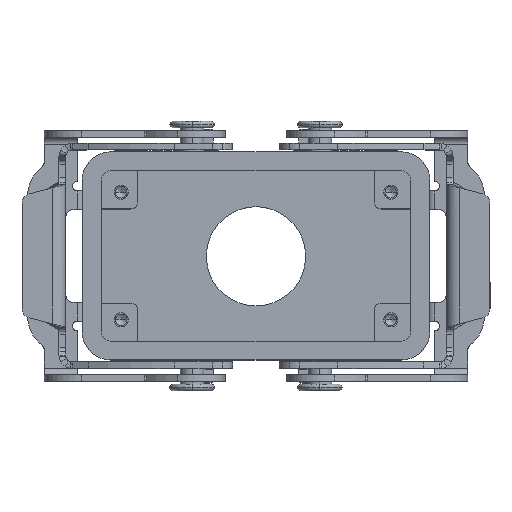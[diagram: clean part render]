
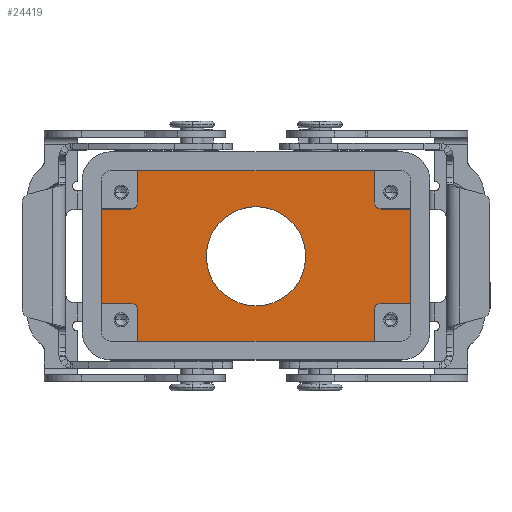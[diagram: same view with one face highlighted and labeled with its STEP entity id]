
A CAD part, top view. The second image highlights one B-rep face of the part: STEP entity #24419.
In plain terms, the highlighted planar face has unit normal (0, 0, 1).
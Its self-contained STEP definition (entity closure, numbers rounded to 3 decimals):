
#13209=CARTESIAN_POINT('',(-24.0,0.,-38.5));
#13210=VERTEX_POINT('',#13209);
#13226=CARTESIAN_POINT('',(-3.,0.,-38.5));
#13227=VERTEX_POINT('',#13226);
#13234=CARTESIAN_POINT('',(-13.5,0.0,-38.5));
#13235=DIRECTION('',(0.0,0.0,-1.0));
#13236=DIRECTION('',(-1.0,0.0,0.0));
#13237=AXIS2_PLACEMENT_3D('',#13234,#13235,#13236);
#13238=CIRCLE('',#13237,10.5);
#13239=EDGE_CURVE('',#13210,#13227,#13238,.T.);
#22594=CARTESIAN_POINT('',(-38.5,-18.75,-38.5));
#22595=VERTEX_POINT('',#22594);
#22604=CARTESIAN_POINT('',(-38.5,-11.5,-38.5));
#22605=VERTEX_POINT('',#22604);
#22606=CARTESIAN_POINT('',(-38.5,-11.5,-38.5));
#22607=DIRECTION('',(0.0,-1.0,0.0));
#22608=VECTOR('',#22607,7.25);
#22609=LINE('',#22606,#22608);
#22610=EDGE_CURVE('',#22605,#22595,#22609,.T.);
#22634=CARTESIAN_POINT('',(-40.,-10.0,-38.5));
#22635=VERTEX_POINT('',#22634);
#22636=CARTESIAN_POINT('',(-40.,-11.5,-38.5));
#22637=DIRECTION('',(0.0,0.0,-1.0));
#22638=DIRECTION('',(-1.0,0.0,0.0));
#22639=AXIS2_PLACEMENT_3D('',#22636,#22637,#22638);
#22640=CIRCLE('',#22639,1.5);
#22641=EDGE_CURVE('',#22635,#22605,#22640,.T.);
#22667=CARTESIAN_POINT('',(-47.,-10.0,-38.5));
#22668=VERTEX_POINT('',#22667);
#22669=CARTESIAN_POINT('',(-47.,-10.0,-38.5));
#22670=DIRECTION('',(1.0,0.0,0.0));
#22671=VECTOR('',#22670,7.);
#22672=LINE('',#22669,#22671);
#22673=EDGE_CURVE('',#22668,#22635,#22672,.T.);
#22738=CARTESIAN_POINT('',(-38.5,18.75,-38.5));
#22739=VERTEX_POINT('',#22738);
#22754=CARTESIAN_POINT('',(-38.5,11.5,-38.5));
#22755=VERTEX_POINT('',#22754);
#22762=CARTESIAN_POINT('',(-38.5,18.75,-38.5));
#22763=DIRECTION('',(0.0,-1.0,0.0));
#22764=VECTOR('',#22763,7.25);
#22765=LINE('',#22762,#22764);
#22766=EDGE_CURVE('',#22739,#22755,#22765,.T.);
#22829=CARTESIAN_POINT('',(-40.,10.0,-38.5));
#22830=VERTEX_POINT('',#22829);
#22831=CARTESIAN_POINT('',(-40.,11.5,-38.5));
#22832=DIRECTION('',(0.0,0.0,-1.0));
#22833=DIRECTION('',(0.0,-1.0,0.0));
#22834=AXIS2_PLACEMENT_3D('',#22831,#22832,#22833);
#22835=CIRCLE('',#22834,1.5);
#22836=EDGE_CURVE('',#22755,#22830,#22835,.T.);
#22854=CARTESIAN_POINT('',(-47.,10.0,-38.5));
#22855=VERTEX_POINT('',#22854);
#22856=CARTESIAN_POINT('',(-40.,10.0,-38.5));
#22857=DIRECTION('',(-1.0,0.0,0.0));
#22858=VECTOR('',#22857,7.);
#22859=LINE('',#22856,#22858);
#22860=EDGE_CURVE('',#22830,#22855,#22859,.T.);
#22880=CARTESIAN_POINT('',(11.5,-18.75,-38.5));
#22881=VERTEX_POINT('',#22880);
#22896=CARTESIAN_POINT('',(11.5,-11.5,-38.5));
#22897=VERTEX_POINT('',#22896);
#22904=CARTESIAN_POINT('',(11.5,-18.75,-38.5));
#22905=DIRECTION('',(0.0,1.0,0.0));
#22906=VECTOR('',#22905,7.25);
#22907=LINE('',#22904,#22906);
#22908=EDGE_CURVE('',#22881,#22897,#22907,.T.);
#22971=CARTESIAN_POINT('',(13.,-10.,-38.5));
#22972=VERTEX_POINT('',#22971);
#22973=CARTESIAN_POINT('',(13.,-11.5,-38.5));
#22974=DIRECTION('',(0.0,0.0,-1.0));
#22975=DIRECTION('',(0.0,1.0,0.0));
#22976=AXIS2_PLACEMENT_3D('',#22973,#22974,#22975);
#22977=CIRCLE('',#22976,1.5);
#22978=EDGE_CURVE('',#22897,#22972,#22977,.T.);
#22996=CARTESIAN_POINT('',(20.,-10.,-38.5));
#22997=VERTEX_POINT('',#22996);
#22998=CARTESIAN_POINT('',(13.,-10.,-38.5));
#22999=DIRECTION('',(1.0,0.0,0.0));
#23000=VECTOR('',#22999,7.);
#23001=LINE('',#22998,#23000);
#23002=EDGE_CURVE('',#22972,#22997,#23001,.T.);
#23020=CARTESIAN_POINT('',(11.5,18.75,-38.5));
#23021=VERTEX_POINT('',#23020);
#23030=CARTESIAN_POINT('',(11.5,11.5,-38.5));
#23031=VERTEX_POINT('',#23030);
#23032=CARTESIAN_POINT('',(11.5,11.5,-38.5));
#23033=DIRECTION('',(0.0,1.0,0.0));
#23034=VECTOR('',#23033,7.25);
#23035=LINE('',#23032,#23034);
#23036=EDGE_CURVE('',#23031,#23021,#23035,.T.);
#23060=CARTESIAN_POINT('',(13.0,10.0,-38.5));
#23061=VERTEX_POINT('',#23060);
#23062=CARTESIAN_POINT('',(13.,11.5,-38.5));
#23063=DIRECTION('',(0.0,0.0,-1.0));
#23064=DIRECTION('',(1.0,0.0,0.0));
#23065=AXIS2_PLACEMENT_3D('',#23062,#23063,#23064);
#23066=CIRCLE('',#23065,1.5);
#23067=EDGE_CURVE('',#23061,#23031,#23066,.T.);
#23093=CARTESIAN_POINT('',(20.,10.0,-38.5));
#23094=VERTEX_POINT('',#23093);
#23095=CARTESIAN_POINT('',(20.,10.0,-38.5));
#23096=DIRECTION('',(-1.0,0.0,0.0));
#23097=VECTOR('',#23096,7.);
#23098=LINE('',#23095,#23097);
#23099=EDGE_CURVE('',#23094,#23061,#23098,.T.);
#23268=CARTESIAN_POINT('',(-47.,10.0,-38.5));
#23269=DIRECTION('',(0.0,-1.0,0.0));
#23270=VECTOR('',#23269,20.0);
#23271=LINE('',#23268,#23270);
#23272=EDGE_CURVE('',#22855,#22668,#23271,.T.);
#23350=CARTESIAN_POINT('',(-38.5,-18.75,-38.5));
#23351=DIRECTION('',(1.0,0.0,0.0));
#23352=VECTOR('',#23351,50.);
#23353=LINE('',#23350,#23352);
#23354=EDGE_CURVE('',#22595,#22881,#23353,.T.);
#23549=CARTESIAN_POINT('',(-13.5,0.0,-38.5));
#23550=DIRECTION('',(0.0,0.0,-1.0));
#23551=DIRECTION('',(-1.0,0.0,0.0));
#23552=AXIS2_PLACEMENT_3D('',#23549,#23550,#23551);
#23553=CIRCLE('',#23552,10.5);
#23554=EDGE_CURVE('',#13227,#13210,#23553,.T.);
#24211=CARTESIAN_POINT('',(20.,-10.,-38.5));
#24212=DIRECTION('',(0.0,1.0,0.0));
#24213=VECTOR('',#24212,20.);
#24214=LINE('',#24211,#24213);
#24215=EDGE_CURVE('',#22997,#23094,#24214,.T.);
#24227=CARTESIAN_POINT('',(11.5,18.75,-38.5));
#24228=DIRECTION('',(-1.0,0.0,0.0));
#24229=VECTOR('',#24228,50.);
#24230=LINE('',#24227,#24229);
#24231=EDGE_CURVE('',#23021,#22739,#24230,.T.);
#24392=CARTESIAN_POINT('',(-13.5,0.,-38.5));
#24393=DIRECTION('',(0.0,0.0,1.0));
#24394=DIRECTION('',(1.0,0.0,0.0));
#24395=AXIS2_PLACEMENT_3D('',#24392,#24393,#24394);
#24396=PLANE('',#24395);
#24397=ORIENTED_EDGE('',*,*,#22610,.T.);
#24398=ORIENTED_EDGE('',*,*,#23354,.T.);
#24399=ORIENTED_EDGE('',*,*,#22908,.T.);
#24400=ORIENTED_EDGE('',*,*,#22978,.T.);
#24401=ORIENTED_EDGE('',*,*,#23002,.T.);
#24402=ORIENTED_EDGE('',*,*,#24215,.T.);
#24403=ORIENTED_EDGE('',*,*,#23099,.T.);
#24404=ORIENTED_EDGE('',*,*,#23067,.T.);
#24405=ORIENTED_EDGE('',*,*,#23036,.T.);
#24406=ORIENTED_EDGE('',*,*,#24231,.T.);
#24407=ORIENTED_EDGE('',*,*,#22766,.T.);
#24408=ORIENTED_EDGE('',*,*,#22836,.T.);
#24409=ORIENTED_EDGE('',*,*,#22860,.T.);
#24410=ORIENTED_EDGE('',*,*,#23272,.T.);
#24411=ORIENTED_EDGE('',*,*,#22673,.T.);
#24412=ORIENTED_EDGE('',*,*,#22641,.T.);
#24413=EDGE_LOOP('',(#24397,#24398,#24399,#24400,#24401,#24402,#24403,#24404,#24405,#24406,#24407,#24408,#24409,#24410,#24411,#24412));
#24414=FACE_OUTER_BOUND('',#24413,.T.);
#24415=ORIENTED_EDGE('',*,*,#23554,.T.);
#24416=ORIENTED_EDGE('',*,*,#13239,.T.);
#24417=EDGE_LOOP('',(#24415,#24416));
#24418=FACE_BOUND('',#24417,.T.);
#24419=ADVANCED_FACE('',(#24414,#24418),#24396,.T.);
